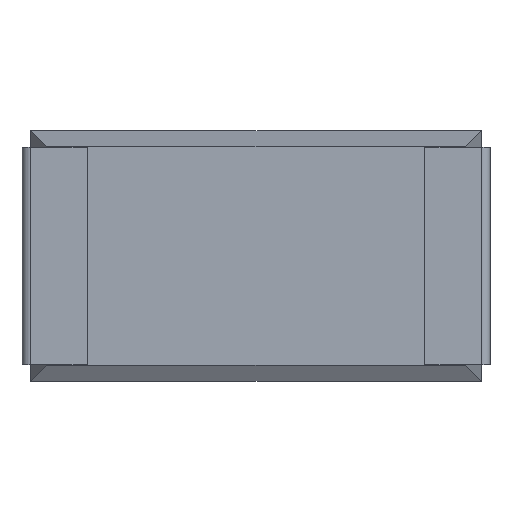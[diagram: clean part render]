
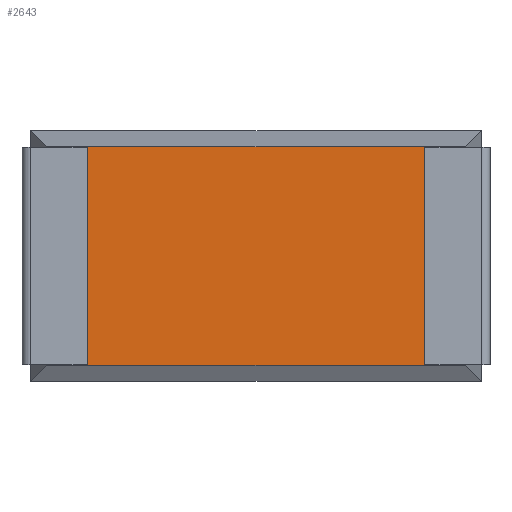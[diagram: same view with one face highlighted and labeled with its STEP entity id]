
A CAD part, front view. The second image highlights one B-rep face of the part: STEP entity #2643.
In plain terms, the highlighted planar face has unit normal (0, -1, 0).
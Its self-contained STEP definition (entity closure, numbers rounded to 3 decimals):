
#10 = DIRECTION ( 'NONE',  ( 0., 0., -1. ) ) ;
#27 = VECTOR ( 'NONE', #3295, 1000. ) ;
#37 = ORIENTED_EDGE ( 'NONE', *, *, #2180, .T. ) ;
#42 = LINE ( 'NONE', #2622, #3451 ) ;
#84 = VERTEX_POINT ( 'NONE', #2184 ) ;
#93 = EDGE_CURVE ( 'NONE', #84, #2419, #1602, .T. ) ;
#126 = EDGE_LOOP ( 'NONE', ( #3305, #1530, #2973, #1872, #37, #1069, #2228, #1017, #1295, #1110, #662, #2474 ) ) ;
#373 = DIRECTION ( 'NONE',  ( 0., 0., 1. ) ) ;
#422 = CARTESIAN_POINT ( 'NONE',  ( 5.073, 0., -2.733 ) ) ;
#423 = VECTOR ( 'NONE', #3119, 1000. ) ;
#448 = VECTOR ( 'NONE', #3052, 1000. ) ;
#454 = LINE ( 'NONE', #1195, #3104 ) ;
#505 = LINE ( 'NONE', #1888, #3397 ) ;
#562 = VECTOR ( 'NONE', #1713, 1000. ) ;
#564 = CARTESIAN_POINT ( 'NONE',  ( 4.6, 0., -2.73 ) ) ;
#598 = VERTEX_POINT ( 'NONE', #422 ) ;
#662 = ORIENTED_EDGE ( 'NONE', *, *, #1759, .T. ) ;
#715 = VECTOR ( 'NONE', #1979, 1000. ) ;
#884 = VERTEX_POINT ( 'NONE', #3905 ) ;
#961 = DIRECTION ( 'NONE',  ( 1., 0., 0. ) ) ;
#984 = CARTESIAN_POINT ( 'NONE',  ( 5.073, 0., -0.19 ) ) ;
#987 = CARTESIAN_POINT ( 'NONE',  ( 4.6, 0., -0.19 ) ) ;
#1015 = AXIS2_PLACEMENT_3D ( 'NONE', #1174, #1795, #10 ) ;
#1016 = VERTEX_POINT ( 'NONE', #987 ) ;
#1017 = ORIENTED_EDGE ( 'NONE', *, *, #3774, .F. ) ;
#1069 = ORIENTED_EDGE ( 'NONE', *, *, #93, .T. ) ;
#1085 = VECTOR ( 'NONE', #1599, 1000. ) ;
#1110 = ORIENTED_EDGE ( 'NONE', *, *, #1548, .T. ) ;
#1174 = CARTESIAN_POINT ( 'NONE',  ( 0., 0., 0. ) ) ;
#1195 = CARTESIAN_POINT ( 'NONE',  ( 5.26, 0., -0.187 ) ) ;
#1207 = EDGE_CURVE ( 'NONE', #3360, #2419, #3499, .T. ) ;
#1210 = PLANE ( 'NONE',  #1015 ) ;
#1277 = CARTESIAN_POINT ( 'NONE',  ( 5.073, 0., -2.92 ) ) ;
#1295 = ORIENTED_EDGE ( 'NONE', *, *, #3904, .F. ) ;
#1417 = CARTESIAN_POINT ( 'NONE',  ( 5.26, 0., -2.733 ) ) ;
#1530 = ORIENTED_EDGE ( 'NONE', *, *, #3762, .T. ) ;
#1548 = EDGE_CURVE ( 'NONE', #598, #884, #2637, .T. ) ;
#1590 = LINE ( 'NONE', #2546, #3445 ) ;
#1599 = DIRECTION ( 'NONE',  ( 0., 0., 1. ) ) ;
#1602 = LINE ( 'NONE', #1875, #423 ) ;
#1625 = VERTEX_POINT ( 'NONE', #2862 ) ;
#1667 = CARTESIAN_POINT ( 'NONE',  ( 4.6, 0., -2.73 ) ) ;
#1713 = DIRECTION ( 'NONE',  ( -1., 0., 0. ) ) ;
#1759 = EDGE_CURVE ( 'NONE', #884, #1974, #2858, .T. ) ;
#1795 = DIRECTION ( 'NONE',  ( 0., -1., 0. ) ) ;
#1848 = CARTESIAN_POINT ( 'NONE',  ( 0.66, 0., -2.73 ) ) ;
#1872 = ORIENTED_EDGE ( 'NONE', *, *, #3133, .F. ) ;
#1875 = CARTESIAN_POINT ( 'NONE',  ( 0.66, 0., -0.19 ) ) ;
#1888 = CARTESIAN_POINT ( 'NONE',  ( 5.073, 0., -2.92 ) ) ;
#1974 = VERTEX_POINT ( 'NONE', #564 ) ;
#1979 = DIRECTION ( 'NONE',  ( 1., 0., 0. ) ) ;
#2071 = DIRECTION ( 'NONE',  ( -1., 0., 0. ) ) ;
#2083 = LINE ( 'NONE', #3789, #3855 ) ;
#2180 = EDGE_CURVE ( 'NONE', #3093, #84, #2083, .T. ) ;
#2184 = CARTESIAN_POINT ( 'NONE',  ( 0.66, 0., -0.19 ) ) ;
#2228 = ORIENTED_EDGE ( 'NONE', *, *, #1207, .F. ) ;
#2419 = VERTEX_POINT ( 'NONE', #1848 ) ;
#2429 = CARTESIAN_POINT ( 'NONE',  ( 4.6, 0., -0.19 ) ) ;
#2474 = ORIENTED_EDGE ( 'NONE', *, *, #2814, .F. ) ;
#2531 = VERTEX_POINT ( 'NONE', #3102 ) ;
#2546 = CARTESIAN_POINT ( 'NONE',  ( 0.187, 0., -2.92 ) ) ;
#2599 = DIRECTION ( 'NONE',  ( -1., 0., 0. ) ) ;
#2611 = EDGE_CURVE ( 'NONE', #3408, #2531, #454, .T. ) ;
#2622 = CARTESIAN_POINT ( 'NONE',  ( 4.6, 0., -0.19 ) ) ;
#2637 = LINE ( 'NONE', #1277, #1085 ) ;
#2643 = ADVANCED_FACE ( 'NONE', ( #2765 ), #1210, .T. ) ;
#2681 = CARTESIAN_POINT ( 'NONE',  ( 0.187, 0., -2.92 ) ) ;
#2765 = FACE_OUTER_BOUND ( 'NONE', #126, .T. ) ;
#2814 = EDGE_CURVE ( 'NONE', #1016, #1974, #3673, .T. ) ;
#2824 = CARTESIAN_POINT ( 'NONE',  ( 5.073, 0., -0.187 ) ) ;
#2858 = LINE ( 'NONE', #1667, #3485 ) ;
#2862 = CARTESIAN_POINT ( 'NONE',  ( 0.187, 0., -2.733 ) ) ;
#2903 = CARTESIAN_POINT ( 'NONE',  ( 0.66, 0., -2.73 ) ) ;
#2930 = CARTESIAN_POINT ( 'NONE',  ( 0.187, 0., -0.19 ) ) ;
#2973 = ORIENTED_EDGE ( 'NONE', *, *, #2611, .T. ) ;
#3052 = DIRECTION ( 'NONE',  ( 0., 0., -1. ) ) ;
#3093 = VERTEX_POINT ( 'NONE', #2930 ) ;
#3102 = CARTESIAN_POINT ( 'NONE',  ( 0.187, 0., -0.187 ) ) ;
#3104 = VECTOR ( 'NONE', #2071, 1000. ) ;
#3119 = DIRECTION ( 'NONE',  ( 0., 0., -1. ) ) ;
#3133 = EDGE_CURVE ( 'NONE', #3093, #2531, #3813, .T. ) ;
#3172 = CARTESIAN_POINT ( 'NONE',  ( 0.187, 0., -2.73 ) ) ;
#3182 = DIRECTION ( 'NONE',  ( 0., 0., 1. ) ) ;
#3274 = VERTEX_POINT ( 'NONE', #984 ) ;
#3295 = DIRECTION ( 'NONE',  ( 0., 0., 1. ) ) ;
#3305 = ORIENTED_EDGE ( 'NONE', *, *, #3897, .F. ) ;
#3360 = VERTEX_POINT ( 'NONE', #3172 ) ;
#3397 = VECTOR ( 'NONE', #373, 1000. ) ;
#3408 = VERTEX_POINT ( 'NONE', #2824 ) ;
#3445 = VECTOR ( 'NONE', #3182, 1000. ) ;
#3451 = VECTOR ( 'NONE', #3543, 1000. ) ;
#3485 = VECTOR ( 'NONE', #2599, 1000. ) ;
#3499 = LINE ( 'NONE', #2903, #715 ) ;
#3543 = DIRECTION ( 'NONE',  ( -1., 0., 0. ) ) ;
#3673 = LINE ( 'NONE', #2429, #448 ) ;
#3736 = LINE ( 'NONE', #1417, #562 ) ;
#3762 = EDGE_CURVE ( 'NONE', #3274, #3408, #505, .T. ) ;
#3774 = EDGE_CURVE ( 'NONE', #1625, #3360, #1590, .T. ) ;
#3789 = CARTESIAN_POINT ( 'NONE',  ( 0.66, 0., -0.19 ) ) ;
#3813 = LINE ( 'NONE', #2681, #27 ) ;
#3855 = VECTOR ( 'NONE', #961, 1000. ) ;
#3897 = EDGE_CURVE ( 'NONE', #3274, #1016, #42, .T. ) ;
#3904 = EDGE_CURVE ( 'NONE', #598, #1625, #3736, .T. ) ;
#3905 = CARTESIAN_POINT ( 'NONE',  ( 5.073, 0., -2.73 ) ) ;
